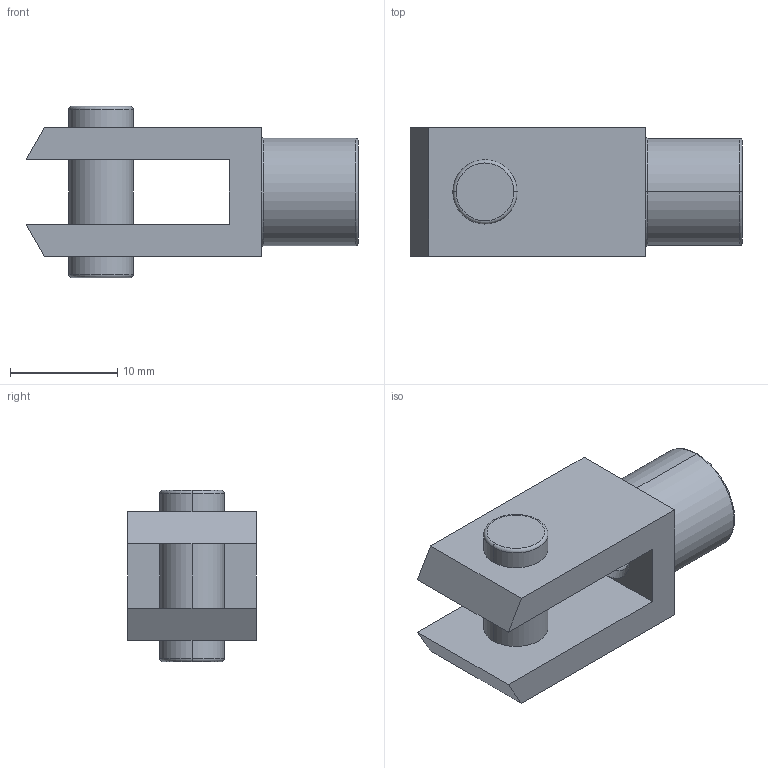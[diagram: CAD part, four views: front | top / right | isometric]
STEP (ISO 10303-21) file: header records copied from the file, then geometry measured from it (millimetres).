
FILE_DESCRIPTION(('HOOPS Exchange Step'),'2;1');
FILE_NAME('export-AB2EF256-944A-4EAE-9F81-FDAAC0602D23.stp','2021-04-14T16:59:58+02:00',('Engineering'),('Alibre'),'HOOPS Exchange 2020.1','Alibre','Unknown authorisation');
FILE_SCHEMA( ('AP242_MANAGED_MODEL_BASED_3D_ENGINEERING_MIM_LF {1 0 10303 442 1 1 4 }') );
Length unit declared in the file: millimetre
Products named in the file (1): 5552 W0950120020 Fork GK-M M6x1.00
Bounding box: 31 x 12 x 16 mm (x, y, z)
Volume: 2493.8 mm3; surface area: 2073.9 mm2
Topology: 1 solids, 1 shells, 36 faces, 80 edges, 48 vertices
Faces by surface type: plane 14, cylinder 10, torus 8, cone 4
Entity records: 1034 total; most frequent: DIRECTION 196, CARTESIAN_POINT 166, ORIENTED_EDGE 160, EDGE_CURVE 80, AXIS2_PLACEMENT_3D 78, VERTEX_POINT 48, EDGE_LOOP 42, FACE_BOUND 42
